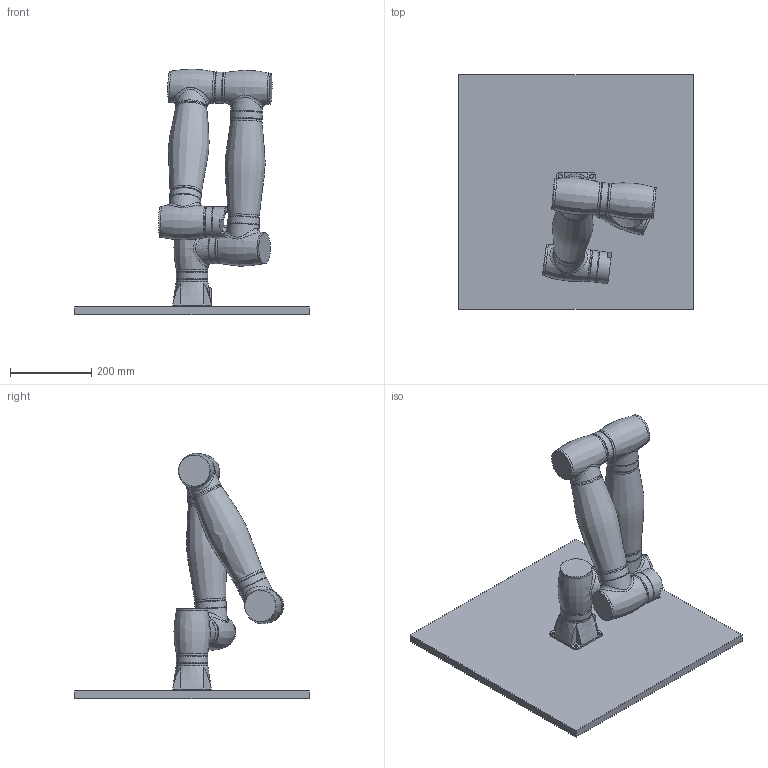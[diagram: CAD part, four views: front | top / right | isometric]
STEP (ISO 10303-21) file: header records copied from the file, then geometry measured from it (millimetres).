
FILE_DESCRIPTION(('FreeCAD Model'),'2;1');
FILE_NAME('Open CASCADE Shape Model','2025-05-02T21:33:47',('FreeCAD'),( 'FreeCAD'),'Open CASCADE STEP processor 7.6','FreeCAD','Unknown');
FILE_SCHEMA(('AUTOMOTIVE_DESIGN { 1 0 10303 214 1 1 1 1 }'));
Length unit declared in the file: millimetre
Products named in the file (1): Open CASCADE STEP translator 7.6 1
Bounding box: 576.87 x 576.87 x 603.53 mm (x, y, z)
Volume: 14979824.3 mm3; surface area: 1343051.5 mm2
Topology: 24 solids, 24 shells, 239 faces, 436 edges, 281 vertices
Faces by surface type: bspline 239
Entity records: 9984 total; most frequent: CARTESIAN_POINT 7148, ORIENTED_EDGE 872, EDGE_CURVE 436, FACE_BOUND 297, EDGE_LOOP 297, VERTEX_POINT 281, ADVANCED_FACE 239, B_SPLINE_CURVE_WITH_KNOTS 219
